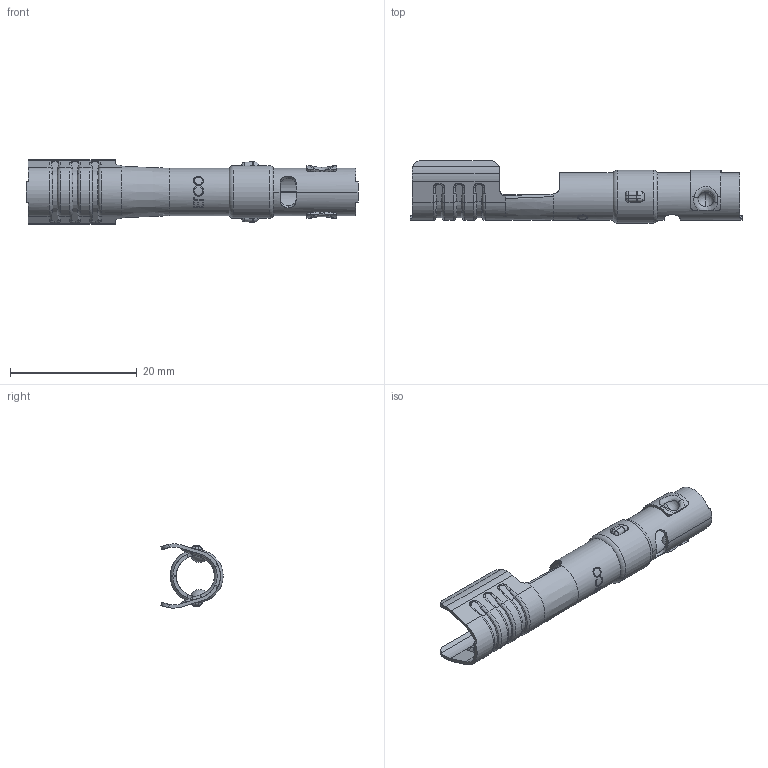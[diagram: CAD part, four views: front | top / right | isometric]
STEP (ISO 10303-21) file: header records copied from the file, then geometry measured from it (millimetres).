
FILE_DESCRIPTION (( 'STEP AP203' ), '1' );
FILE_NAME ('SP24-NWS-T.STEP', '2019-11-05T18:27:16', ( 'tempuser' ), ( 'Microsoft' ), 'SwSTEP 2.0', 'SolidWorks 2019', '' );
FILE_SCHEMA (( 'CONFIG_CONTROL_DESIGN' ));
Length unit declared in the file: inch
Products named in the file (3): SP24 and SP25_SP24-NWS-T without carrier; SCA4 expanded for mating_SCA4-B; SP24-NWS-T
Assembly tree (2 placements, depth 2):
  SP24-NWS-T
    SP24 and SP25_SP24-NWS-T without carrier
    SCA4 expanded for mating_SCA4-B
Bounding box: 52.45 x 9.83 x 10.16 mm (x, y, z)
Volume: 581 mm3; surface area: 2421.8 mm2
Topology: 2 solids, 2 shells, 386 faces, 1017 edges, 640 vertices
Faces by surface type: cylinder 129, bspline 115, plane 102, torus 26, sphere 8, cone 6
Entity records: 17351 total; most frequent: CARTESIAN_POINT 8487, ORIENTED_EDGE 2034, DIRECTION 1478, EDGE_CURVE 1017, VERTEX_POINT 640, AXIS2_PLACEMENT_3D 563, EDGE_LOOP 397, ADVANCED_FACE 386
